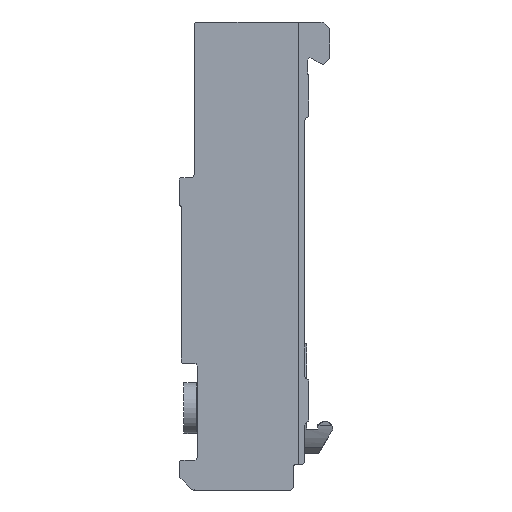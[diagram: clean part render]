
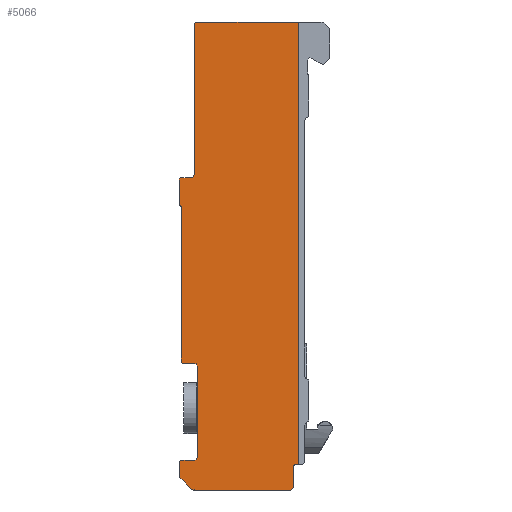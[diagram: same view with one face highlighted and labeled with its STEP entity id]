
A CAD part, front view. The second image highlights one B-rep face of the part: STEP entity #5066.
In plain terms, the highlighted planar face has unit normal (0, -1, 0).
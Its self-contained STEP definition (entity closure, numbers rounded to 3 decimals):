
#358=PLANE('',#19035);
#1251=FACE_OUTER_BOUND('',#7037,.T.);
#1810=LINE('',#25816,#3187);
#2150=LINE('',#28607,#3527);
#2191=LINE('',#28808,#3568);
#2211=LINE('',#28868,#3588);
#2246=LINE('',#29133,#3623);
#2280=LINE('',#29351,#3657);
#2286=LINE('',#29382,#3663);
#2290=LINE('',#29394,#3667);
#2294=LINE('',#29406,#3671);
#2298=LINE('',#29418,#3675);
#2304=LINE('',#29439,#3681);
#2320=LINE('',#29502,#3697);
#2328=LINE('',#29522,#3705);
#2350=LINE('',#29611,#3727);
#3187=VECTOR('',#20476,1.);
#3527=VECTOR('',#21574,1.);
#3568=VECTOR('',#21713,1.);
#3588=VECTOR('',#21773,1.);
#3623=VECTOR('',#21908,1.);
#3657=VECTOR('',#22042,1.);
#3663=VECTOR('',#22072,1.);
#3667=VECTOR('',#22084,1.);
#3671=VECTOR('',#22096,1.);
#3675=VECTOR('',#22108,1.);
#3681=VECTOR('',#22130,1.);
#3697=VECTOR('',#22182,1.);
#3705=VECTOR('',#22198,1.);
#3727=VECTOR('',#22292,1.);
#5066=ADVANCED_FACE('',(#1251),#358,.F.);
#7037=EDGE_LOOP('',(#9503,#9504,#9505,#9506,#9507,#9508,#9509,#9510,#9511,
#9512,#9513,#9514,#9515,#9516,#9517,#9518,#9519,#9520,#9521,#9522,#9523,
#9524,#9525,#9526,#9527,#9528,#9529));
#9503=ORIENTED_EDGE('',*,*,#15986,.F.);
#9504=ORIENTED_EDGE('',*,*,#16199,.T.);
#9505=ORIENTED_EDGE('',*,*,#16154,.F.);
#9506=ORIENTED_EDGE('',*,*,#16146,.F.);
#9507=ORIENTED_EDGE('',*,*,#15134,.F.);
#9508=ORIENTED_EDGE('',*,*,#15926,.F.);
#9509=ORIENTED_EDGE('',*,*,#15914,.F.);
#9510=ORIENTED_EDGE('',*,*,#15899,.F.);
#9511=ORIENTED_EDGE('',*,*,#15884,.F.);
#9512=ORIENTED_EDGE('',*,*,#15869,.F.);
#9513=ORIENTED_EDGE('',*,*,#15854,.F.);
#9514=ORIENTED_EDGE('',*,*,#16144,.F.);
#9515=ORIENTED_EDGE('',*,*,#15817,.F.);
#9516=ORIENTED_EDGE('',*,*,#15808,.F.);
#9517=ORIENTED_EDGE('',*,*,#15800,.F.);
#9518=ORIENTED_EDGE('',*,*,#16111,.F.);
#9519=ORIENTED_EDGE('',*,*,#16102,.F.);
#9520=ORIENTED_EDGE('',*,*,#16099,.F.);
#9521=ORIENTED_EDGE('',*,*,#16096,.F.);
#9522=ORIENTED_EDGE('',*,*,#16093,.F.);
#9523=ORIENTED_EDGE('',*,*,#16090,.F.);
#9524=ORIENTED_EDGE('',*,*,#16087,.F.);
#9525=ORIENTED_EDGE('',*,*,#16084,.F.);
#9526=ORIENTED_EDGE('',*,*,#16081,.F.);
#9527=ORIENTED_EDGE('',*,*,#16072,.F.);
#9528=ORIENTED_EDGE('',*,*,#16065,.F.);
#9529=ORIENTED_EDGE('',*,*,#15991,.F.);
#13293=VERTEX_POINT('',#25815);
#13294=VERTEX_POINT('',#25817);
#13804=VERTEX_POINT('',#28571);
#13807=VERTEX_POINT('',#28591);
#13810=VERTEX_POINT('',#28604);
#13816=VERTEX_POINT('',#28658);
#13843=VERTEX_POINT('',#28742);
#13846=VERTEX_POINT('',#28747);
#13855=VERTEX_POINT('',#28775);
#13865=VERTEX_POINT('',#28805);
#13875=VERTEX_POINT('',#28835);
#13885=VERTEX_POINT('',#28865);
#13933=VERTEX_POINT('',#29131);
#13935=VERTEX_POINT('',#29134);
#13938=VERTEX_POINT('',#29158);
#13981=VERTEX_POINT('',#29352);
#13986=VERTEX_POINT('',#29365);
#13994=VERTEX_POINT('',#29383);
#13996=VERTEX_POINT('',#29389);
#13998=VERTEX_POINT('',#29395);
#14000=VERTEX_POINT('',#29401);
#14002=VERTEX_POINT('',#29407);
#14004=VERTEX_POINT('',#29413);
#14006=VERTEX_POINT('',#29419);
#14008=VERTEX_POINT('',#29425);
#14043=VERTEX_POINT('',#29507);
#14045=VERTEX_POINT('',#29512);
#15134=EDGE_CURVE('',#13293,#13294,#1810,.T.);
#15800=EDGE_CURVE('',#13807,#13804,#17766,.T.);
#15808=EDGE_CURVE('',#13804,#13810,#2150,.T.);
#15817=EDGE_CURVE('',#13810,#13816,#17767,.T.);
#15854=EDGE_CURVE('',#13846,#13843,#17777,.T.);
#15869=EDGE_CURVE('',#13843,#13855,#17778,.T.);
#15884=EDGE_CURVE('',#13855,#13865,#2191,.T.);
#15899=EDGE_CURVE('',#13865,#13875,#17779,.T.);
#15914=EDGE_CURVE('',#13875,#13885,#2211,.T.);
#15926=EDGE_CURVE('',#13885,#13293,#17780,.T.);
#15986=EDGE_CURVE('',#13933,#13935,#2246,.T.);
#15991=EDGE_CURVE('',#13935,#13938,#17799,.T.);
#16065=EDGE_CURVE('',#13938,#13981,#2280,.T.);
#16072=EDGE_CURVE('',#13981,#13986,#17840,.T.);
#16081=EDGE_CURVE('',#13986,#13994,#2286,.T.);
#16084=EDGE_CURVE('',#13994,#13996,#17848,.T.);
#16087=EDGE_CURVE('',#13996,#13998,#2290,.T.);
#16090=EDGE_CURVE('',#13998,#14000,#17850,.T.);
#16093=EDGE_CURVE('',#14000,#14002,#2294,.T.);
#16096=EDGE_CURVE('',#14002,#14004,#17852,.T.);
#16099=EDGE_CURVE('',#14004,#14006,#2298,.T.);
#16102=EDGE_CURVE('',#14006,#14008,#17854,.T.);
#16111=EDGE_CURVE('',#14008,#13807,#2304,.T.);
#16144=EDGE_CURVE('',#13816,#13846,#2320,.T.);
#16146=EDGE_CURVE('',#13294,#14043,#17877,.T.);
#16154=EDGE_CURVE('',#14043,#14045,#2328,.T.);
#16199=EDGE_CURVE('',#13933,#14045,#2350,.T.);
#17766=CIRCLE('',#18772,0.2);
#17767=CIRCLE('',#18779,0.2);
#17777=CIRCLE('',#18802,0.2);
#17778=CIRCLE('',#18817,0.2);
#17779=CIRCLE('',#18837,0.2);
#17780=CIRCLE('',#18857,0.2);
#17799=CIRCLE('',#18896,0.2);
#17840=CIRCLE('',#18949,0.2);
#17848=CIRCLE('',#18959,0.2);
#17850=CIRCLE('',#18963,0.2);
#17852=CIRCLE('',#18967,0.2);
#17854=CIRCLE('',#18971,0.2);
#17877=CIRCLE('',#18997,0.2);
#18772=AXIS2_PLACEMENT_3D('',#28592,#21559,#21560);
#18779=AXIS2_PLACEMENT_3D('',#28676,#21584,#21585);
#18802=AXIS2_PLACEMENT_3D('',#28748,#21650,#21651);
#18817=AXIS2_PLACEMENT_3D('',#28778,#21685,#21686);
#18837=AXIS2_PLACEMENT_3D('',#28838,#21745,#21746);
#18857=AXIS2_PLACEMENT_3D('',#28889,#21802,#21803);
#18896=AXIS2_PLACEMENT_3D('',#29157,#21914,#21915);
#18949=AXIS2_PLACEMENT_3D('',#29364,#22054,#22055);
#18959=AXIS2_PLACEMENT_3D('',#29388,#22078,#22079);
#18963=AXIS2_PLACEMENT_3D('',#29400,#22090,#22091);
#18967=AXIS2_PLACEMENT_3D('',#29412,#22102,#22103);
#18971=AXIS2_PLACEMENT_3D('',#29424,#22114,#22115);
#18997=AXIS2_PLACEMENT_3D('',#29506,#22187,#22188);
#19035=AXIS2_PLACEMENT_3D('',#29612,#22293,#22294);
#20476=DIRECTION('',(0.,0.,1.));
#21559=DIRECTION('',(0.,-1.,0.));
#21560=DIRECTION('',(1.,0.,0.));
#21574=DIRECTION('',(-1.,0.,0.));
#21584=DIRECTION('',(0.,1.,0.));
#21585=DIRECTION('',(1.,0.,0.));
#21650=DIRECTION('',(0.,-1.,0.));
#21651=DIRECTION('',(1.,0.,0.));
#21685=DIRECTION('',(0.,1.,0.));
#21686=DIRECTION('',(1.,0.,0.));
#21713=DIRECTION('',(0.,0.,1.));
#21745=DIRECTION('',(0.,1.,0.));
#21746=DIRECTION('',(1.,0.,0.));
#21773=DIRECTION('',(1.,0.,0.));
#21802=DIRECTION('',(0.,-1.,0.));
#21803=DIRECTION('',(1.,0.,0.));
#21908=DIRECTION('',(-1.,0.,0.));
#21914=DIRECTION('',(0.,-1.,0.));
#21915=DIRECTION('',(1.,0.,0.));
#22042=DIRECTION('',(0.,0.,-1.));
#22054=DIRECTION('',(0.,1.,0.));
#22055=DIRECTION('',(1.,0.,0.));
#22072=DIRECTION('',(-1.,0.,0.));
#22078=DIRECTION('',(0.,1.,0.));
#22079=DIRECTION('',(1.,0.,0.));
#22084=DIRECTION('',(-0.707,0.,0.707));
#22090=DIRECTION('',(0.,1.,0.));
#22091=DIRECTION('',(1.,0.,0.));
#22096=DIRECTION('',(0.,0.,1.));
#22102=DIRECTION('',(0.,1.,0.));
#22103=DIRECTION('',(1.,0.,0.));
#22108=DIRECTION('',(1.,0.,0.));
#22114=DIRECTION('',(0.,-1.,0.));
#22115=DIRECTION('',(1.,0.,0.));
#22130=DIRECTION('',(0.,0.,1.));
#22182=DIRECTION('',(0.,0.,1.));
#22187=DIRECTION('',(0.,1.,0.));
#22188=DIRECTION('',(1.,0.,0.));
#22198=DIRECTION('',(1.,0.,0.));
#22292=DIRECTION('',(0.,0.,1.));
#22293=DIRECTION('',(0.,1.,0.));
#22294=DIRECTION('',(1.,0.,0.));
#25815=CARTESIAN_POINT('',(-17.85,-612.,-10.034));
#25816=CARTESIAN_POINT('',(-17.85,-612.,-10.034));
#25817=CARTESIAN_POINT('',(-17.85,-612.,1.566));
#28571=CARTESIAN_POINT('',(-17.8,-612.,-24.584));
#28591=CARTESIAN_POINT('',(-17.6,-612.,-24.784));
#28592=CARTESIAN_POINT('',(-17.8,-612.,-24.784));
#28604=CARTESIAN_POINT('',(-18.65,-612.,-24.584));
#28607=CARTESIAN_POINT('',(-17.8,-612.,-24.584));
#28658=CARTESIAN_POINT('',(-18.85,-612.,-24.384));
#28676=CARTESIAN_POINT('',(-18.65,-612.,-24.384));
#28742=CARTESIAN_POINT('',(-18.925,-612.,-12.391));
#28747=CARTESIAN_POINT('',(-18.85,-612.,-12.547));
#28748=CARTESIAN_POINT('',(-19.05,-612.,-12.547));
#28775=CARTESIAN_POINT('',(-19.,-612.,-12.234));
#28778=CARTESIAN_POINT('',(-18.8,-612.,-12.234));
#28805=CARTESIAN_POINT('',(-19.,-612.,-10.434));
#28808=CARTESIAN_POINT('',(-19.,-612.,-12.234));
#28835=CARTESIAN_POINT('',(-18.8,-612.,-10.234));
#28838=CARTESIAN_POINT('',(-18.8,-612.,-10.434));
#28865=CARTESIAN_POINT('',(-18.05,-612.,-10.234));
#28868=CARTESIAN_POINT('',(-18.8,-612.,-10.234));
#28889=CARTESIAN_POINT('',(-18.05,-612.,-10.034));
#29131=CARTESIAN_POINT('',(-9.8,-612.,-32.334));
#29133=CARTESIAN_POINT('',(-9.5,-612.,-32.334));
#29134=CARTESIAN_POINT('',(-10.,-612.,-32.334));
#29157=CARTESIAN_POINT('',(-10.,-612.,-32.534));
#29158=CARTESIAN_POINT('',(-10.2,-612.,-32.534));
#29351=CARTESIAN_POINT('',(-10.2,-612.,-32.534));
#29352=CARTESIAN_POINT('',(-10.2,-612.,-34.134));
#29364=CARTESIAN_POINT('',(-10.4,-612.,-34.134));
#29365=CARTESIAN_POINT('',(-10.4,-612.,-34.334));
#29382=CARTESIAN_POINT('',(-10.4,-612.,-34.334));
#29383=CARTESIAN_POINT('',(-17.917,-612.,-34.334));
#29388=CARTESIAN_POINT('',(-17.917,-612.,-34.134));
#29389=CARTESIAN_POINT('',(-18.059,-612.,-34.276));
#29394=CARTESIAN_POINT('',(-18.059,-612.,-34.276));
#29395=CARTESIAN_POINT('',(-18.941,-612.,-33.393));
#29400=CARTESIAN_POINT('',(-18.8,-612.,-33.252));
#29401=CARTESIAN_POINT('',(-19.,-612.,-33.252));
#29406=CARTESIAN_POINT('',(-19.,-612.,-33.252));
#29407=CARTESIAN_POINT('',(-19.,-612.,-32.234));
#29412=CARTESIAN_POINT('',(-18.8,-612.,-32.234));
#29413=CARTESIAN_POINT('',(-18.8,-612.,-32.034));
#29418=CARTESIAN_POINT('',(-18.8,-612.,-32.034));
#29419=CARTESIAN_POINT('',(-17.8,-612.,-32.034));
#29424=CARTESIAN_POINT('',(-17.8,-612.,-31.834));
#29425=CARTESIAN_POINT('',(-17.6,-612.,-31.834));
#29439=CARTESIAN_POINT('',(-17.6,-612.,-31.834));
#29502=CARTESIAN_POINT('',(-18.85,-612.,-24.384));
#29506=CARTESIAN_POINT('',(-17.65,-612.,1.566));
#29507=CARTESIAN_POINT('',(-17.65,-612.,1.766));
#29512=CARTESIAN_POINT('',(-9.8,-612.,1.766));
#29522=CARTESIAN_POINT('',(-17.65,-612.,1.766));
#29611=CARTESIAN_POINT('',(-9.8,-612.,-37.944));
#29612=CARTESIAN_POINT('',(-9.2,-612.,-5.434));
